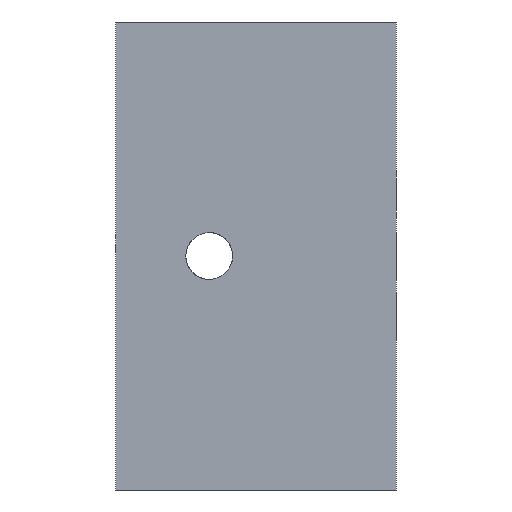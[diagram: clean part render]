
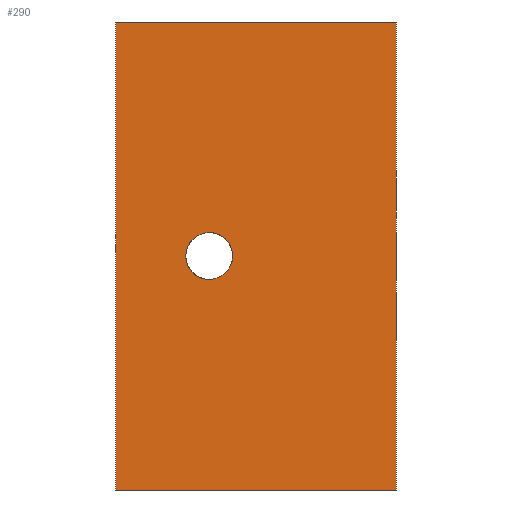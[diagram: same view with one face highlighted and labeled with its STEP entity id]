
A CAD part, left-side view. The second image highlights one B-rep face of the part: STEP entity #290.
In plain terms, the highlighted planar face has unit normal (-1, 0, 0).
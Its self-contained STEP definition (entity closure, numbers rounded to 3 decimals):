
#19=CARTESIAN_POINT('#19',(0.0,0.0,100.));
#20=VERTEX_POINT('',#19);
#21=CARTESIAN_POINT('#21',(0.0,0.0,0.0));
#22=VERTEX_POINT('',#21);
#23=CARTESIAN_POINT('#23',(0.0,60.,100.));
#24=VERTEX_POINT('',#23);
#25=CARTESIAN_POINT('#25',(0.0,60.,0.0));
#26=VERTEX_POINT('',#25);
#27=CARTESIAN_POINT('#27',(0.0,40.,45.));
#28=VERTEX_POINT('',#27);
#29=CARTESIAN_POINT('#29',(0.0,40.,55.));
#30=VERTEX_POINT('',#29);
#75=CARTESIAN_POINT('#75',(0.0,0.0,100.));
#76=CARTESIAN_POINT('#76',(0.0,0.0,0.0));
#77=B_SPLINE_CURVE_WITH_KNOTS('',1,(#75,#76),.UNSPECIFIED.,.F.,.F.,(2,2)
,(0.0,1.0),.UNSPECIFIED.);
#78=CARTESIAN_POINT('#78',(0.0,60.,100.));
#79=CARTESIAN_POINT('#79',(0.0,0.0,100.));
#80=B_SPLINE_CURVE_WITH_KNOTS('',1,(#78,#79),.UNSPECIFIED.,.F.,.F.,(2,2)
,(0.0,1.0),.UNSPECIFIED.);
#81=CARTESIAN_POINT('#81',(0.0,60.,100.));
#82=CARTESIAN_POINT('#82',(0.0,60.,0.0));
#83=B_SPLINE_CURVE_WITH_KNOTS('',1,(#81,#82),.UNSPECIFIED.,.F.,.F.,(2,2)
,(0.0,1.0),.UNSPECIFIED.);
#84=CARTESIAN_POINT('#84',(0.0,60.,0.0));
#85=CARTESIAN_POINT('#85',(0.0,0.0,0.0));
#86=B_SPLINE_CURVE_WITH_KNOTS('',1,(#84,#85),.UNSPECIFIED.,.F.,.F.,(2,2)
,(0.0,1.0),.UNSPECIFIED.);
#87=CARTESIAN_POINT('#87',(0.0,40.,45.));
#88=CARTESIAN_POINT('#88',(0.0,50.,45.));
#89=CARTESIAN_POINT('#89',(0.0,50.,55.));
#90=CARTESIAN_POINT('#90',(0.0,40.,55.));
#91=(BOUNDED_CURVE()B_SPLINE_CURVE(3,(#87,#88,#89,#90),.UNSPECIFIED.,.F.
,.F.)B_SPLINE_CURVE_WITH_KNOTS((4,4),(0.0,1.0),.UNSPECIFIED.)CURVE()
GEOMETRIC_REPRESENTATION_ITEM()RATIONAL_B_SPLINE_CURVE((1.0,
0.333,0.333,1.0))REPRESENTATION_ITEM(''));
#92=CARTESIAN_POINT('#92',(0.0,40.,55.));
#93=CARTESIAN_POINT('#93',(0.0,30.,55.));
#94=CARTESIAN_POINT('#94',(0.0,30.,45.));
#95=CARTESIAN_POINT('#95',(0.0,40.,45.));
#96=(BOUNDED_CURVE()B_SPLINE_CURVE(3,(#92,#93,#94,#95),.UNSPECIFIED.,.F.
,.F.)B_SPLINE_CURVE_WITH_KNOTS((4,4),(0.0,1.0),.UNSPECIFIED.)CURVE()
GEOMETRIC_REPRESENTATION_ITEM()RATIONAL_B_SPLINE_CURVE((1.0,
0.333,0.333,1.0))REPRESENTATION_ITEM(''));
#233=EDGE_CURVE('',#20,#22,#77,.T.);
#234=EDGE_CURVE('',#24,#20,#80,.T.);
#235=EDGE_CURVE('',#24,#26,#83,.T.);
#236=EDGE_CURVE('',#26,#22,#86,.T.);
#237=EDGE_CURVE('',#28,#30,#91,.T.);
#238=EDGE_CURVE('',#30,#28,#96,.T.);
#275=ORIENTED_EDGE('#275',*,*,#233,.F.);
#276=ORIENTED_EDGE('#276',*,*,#234,.F.);
#277=ORIENTED_EDGE('#277',*,*,#235,.T.);
#278=ORIENTED_EDGE('#278',*,*,#236,.T.);
#279=EDGE_LOOP('#279',(#275,#276,#277,#278));
#280=FACE_OUTER_BOUND('#280',#279,.T.);
#281=ORIENTED_EDGE('#281',*,*,#237,.T.);
#282=ORIENTED_EDGE('#282',*,*,#238,.T.);
#283=EDGE_LOOP('#283',(#281,#282));
#284=FACE_BOUND('#284',#283,.T.);
#285=CARTESIAN_POINT('#285',(0.0,60.,100.));
#286=DIRECTION('#286',(-1.,0.0,0.0));
#287=DIRECTION('#287',(0.0,0.0,1.0));
#288=AXIS2_PLACEMENT_3D('#288',#285,#286,#287);
#289=PLANE('',#288);
#290=ADVANCED_FACE('',(#280,#284),#289,.T.);
